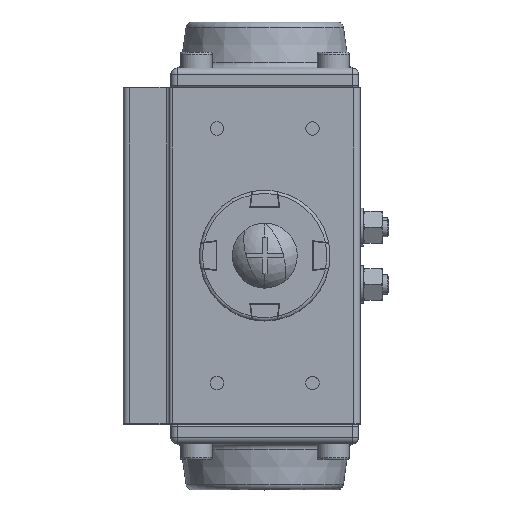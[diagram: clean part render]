
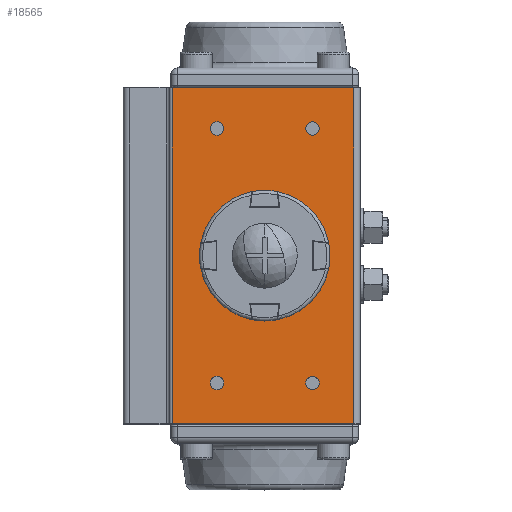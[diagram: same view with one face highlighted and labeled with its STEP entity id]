
A CAD part, top view. The second image highlights one B-rep face of the part: STEP entity #18565.
In plain terms, the highlighted planar face has unit normal (0, 0, 1).
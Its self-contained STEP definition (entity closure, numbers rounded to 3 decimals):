
#18426=CARTESIAN_POINT('',(28.,53.,95.));
#18427=DIRECTION('',(0.,0.,-1.));
#18428=DIRECTION('',(0.,-1.,-0.));
#18429=AXIS2_PLACEMENT_3D('',#18426,#18427,#18428);
#18430=PLANE('',#18429);
#18431=CARTESIAN_POINT('',(15.,-37.9,95.));
#18432=VERTEX_POINT('',#18431);
#18433=CARTESIAN_POINT('',(15.,-42.1,95.));
#18434=VERTEX_POINT('',#18433);
#18435=CARTESIAN_POINT('',(15.,-40.,95.));
#18436=DIRECTION('',(0.,-0.,1.));
#18437=DIRECTION('',(0.,1.,0.));
#18438=AXIS2_PLACEMENT_3D('',#18435,#18436,#18437);
#18439=CIRCLE('',#18438,2.1);
#18440=EDGE_CURVE('NONE',#18432,#18434,#18439,.T.);
#18441=ORIENTED_EDGE('',*,*,#18440,.F.);
#18442=CARTESIAN_POINT('',(15.,-40.,95.));
#18443=DIRECTION('',(0.,-0.,1.));
#18444=DIRECTION('',(0.,1.,0.));
#18445=AXIS2_PLACEMENT_3D('',#18442,#18443,#18444);
#18446=CIRCLE('',#18445,2.1);
#18447=EDGE_CURVE('NONE',#18434,#18432,#18446,.T.);
#18448=ORIENTED_EDGE('',*,*,#18447,.F.);
#18449=EDGE_LOOP('',(#18441,#18448));
#18450=FACE_BOUND('',#18449,.T.);
#18451=CARTESIAN_POINT('',(-15.,-37.9,95.));
#18452=VERTEX_POINT('',#18451);
#18453=CARTESIAN_POINT('',(-15.,-42.1,95.));
#18454=VERTEX_POINT('',#18453);
#18455=CARTESIAN_POINT('',(-15.,-40.,95.));
#18456=DIRECTION('',(0.,-0.,1.));
#18457=DIRECTION('',(0.,1.,0.));
#18458=AXIS2_PLACEMENT_3D('',#18455,#18456,#18457);
#18459=CIRCLE('',#18458,2.1);
#18460=EDGE_CURVE('NONE',#18452,#18454,#18459,.T.);
#18461=ORIENTED_EDGE('',*,*,#18460,.F.);
#18462=CARTESIAN_POINT('',(-15.,-40.,95.));
#18463=DIRECTION('',(0.,-0.,1.));
#18464=DIRECTION('',(0.,1.,0.));
#18465=AXIS2_PLACEMENT_3D('',#18462,#18463,#18464);
#18466=CIRCLE('',#18465,2.1);
#18467=EDGE_CURVE('NONE',#18454,#18452,#18466,.T.);
#18468=ORIENTED_EDGE('',*,*,#18467,.F.);
#18469=EDGE_LOOP('',(#18461,#18468));
#18470=FACE_BOUND('',#18469,.T.);
#18471=CARTESIAN_POINT('',(-15.,42.1,95.));
#18472=VERTEX_POINT('',#18471);
#18473=CARTESIAN_POINT('',(-15.,37.9,95.));
#18474=VERTEX_POINT('',#18473);
#18475=CARTESIAN_POINT('',(-15.,40.,95.));
#18476=DIRECTION('',(0.,-0.,1.));
#18477=DIRECTION('',(0.,1.,0.));
#18478=AXIS2_PLACEMENT_3D('',#18475,#18476,#18477);
#18479=CIRCLE('',#18478,2.1);
#18480=EDGE_CURVE('NONE',#18472,#18474,#18479,.T.);
#18481=ORIENTED_EDGE('',*,*,#18480,.F.);
#18482=CARTESIAN_POINT('',(-15.,40.,95.));
#18483=DIRECTION('',(0.,-0.,1.));
#18484=DIRECTION('',(0.,1.,0.));
#18485=AXIS2_PLACEMENT_3D('',#18482,#18483,#18484);
#18486=CIRCLE('',#18485,2.1);
#18487=EDGE_CURVE('NONE',#18474,#18472,#18486,.T.);
#18488=ORIENTED_EDGE('',*,*,#18487,.F.);
#18489=EDGE_LOOP('',(#18481,#18488));
#18490=FACE_BOUND('',#18489,.T.);
#18491=CARTESIAN_POINT('',(15.,42.1,95.));
#18492=VERTEX_POINT('',#18491);
#18493=CARTESIAN_POINT('',(15.,37.9,95.));
#18494=VERTEX_POINT('',#18493);
#18495=CARTESIAN_POINT('',(15.,40.,95.));
#18496=DIRECTION('',(0.,-0.,1.));
#18497=DIRECTION('',(0.,1.,0.));
#18498=AXIS2_PLACEMENT_3D('',#18495,#18496,#18497);
#18499=CIRCLE('',#18498,2.1);
#18500=EDGE_CURVE('NONE',#18492,#18494,#18499,.T.);
#18501=ORIENTED_EDGE('',*,*,#18500,.F.);
#18502=CARTESIAN_POINT('',(15.,40.,95.));
#18503=DIRECTION('',(0.,-0.,1.));
#18504=DIRECTION('',(0.,1.,0.));
#18505=AXIS2_PLACEMENT_3D('',#18502,#18503,#18504);
#18506=CIRCLE('',#18505,2.1);
#18507=EDGE_CURVE('NONE',#18494,#18492,#18506,.T.);
#18508=ORIENTED_EDGE('',*,*,#18507,.F.);
#18509=EDGE_LOOP('',(#18501,#18508));
#18510=FACE_BOUND('',#18509,.T.);
#18511=CARTESIAN_POINT('',(-29.,52.787,95.));
#18512=VERTEX_POINT('',#18511);
#18513=CARTESIAN_POINT('',(-29.,-52.786,95.));
#18514=VERTEX_POINT('',#18513);
#18515=CARTESIAN_POINT('',(-29.,52.787,95.));
#18516=DIRECTION('',(0.,-1.,-0.));
#18517=VECTOR('',#18516,105.573);
#18518=LINE('',#18515,#18517);
#18519=EDGE_CURVE('',#18512,#18514,#18518,.T.);
#18520=ORIENTED_EDGE('',*,*,#18519,.T.);
#18521=CARTESIAN_POINT('',(28.,-52.786,95.));
#18522=VERTEX_POINT('',#18521);
#18523=CARTESIAN_POINT('',(-29.,-52.786,95.));
#18524=DIRECTION('',(1.,0.,-0.));
#18525=VECTOR('',#18524,57.);
#18526=LINE('',#18523,#18525);
#18527=EDGE_CURVE('',#18514,#18522,#18526,.T.);
#18528=ORIENTED_EDGE('',*,*,#18527,.T.);
#18529=CARTESIAN_POINT('',(28.,52.787,95.));
#18530=VERTEX_POINT('',#18529);
#18531=CARTESIAN_POINT('',(28.,52.787,95.));
#18532=DIRECTION('',(0.,-1.,-0.));
#18533=VECTOR('',#18532,105.573);
#18534=LINE('',#18531,#18533);
#18535=EDGE_CURVE('',#18530,#18522,#18534,.T.);
#18536=ORIENTED_EDGE('',*,*,#18535,.F.);
#18537=CARTESIAN_POINT('',(28.,52.787,95.));
#18538=DIRECTION('',(-1.,-0.,0.));
#18539=VECTOR('',#18538,57.);
#18540=LINE('',#18537,#18539);
#18541=EDGE_CURVE('',#18530,#18512,#18540,.T.);
#18542=ORIENTED_EDGE('',*,*,#18541,.T.);
#18543=EDGE_LOOP('',(#18520,#18528,#18536,#18542));
#18544=FACE_BOUND('',#18543,.T.);
#18545=CARTESIAN_POINT('',(0.,7.,95.));
#18546=VERTEX_POINT('',#18545);
#18547=CARTESIAN_POINT('',(0.,-7.,95.));
#18548=VERTEX_POINT('',#18547);
#18549=CARTESIAN_POINT('',(0.,0.,95.));
#18550=DIRECTION('',(0.,0.,-1.));
#18551=DIRECTION('',(0.,1.,0.));
#18552=AXIS2_PLACEMENT_3D('',#18549,#18550,#18551);
#18553=CIRCLE('',#18552,7.);
#18554=EDGE_CURVE('',#18546,#18548,#18553,.T.);
#18555=ORIENTED_EDGE('',*,*,#18554,.T.);
#18556=CARTESIAN_POINT('',(0.,0.,95.));
#18557=DIRECTION('',(0.,0.,-1.));
#18558=DIRECTION('',(0.,1.,0.));
#18559=AXIS2_PLACEMENT_3D('',#18556,#18557,#18558);
#18560=CIRCLE('',#18559,7.);
#18561=EDGE_CURVE('',#18548,#18546,#18560,.T.);
#18562=ORIENTED_EDGE('',*,*,#18561,.T.);
#18563=EDGE_LOOP('',(#18555,#18562));
#18564=FACE_BOUND('',#18563,.T.);
#18565=ADVANCED_FACE('',(#18450,#18470,#18490,#18510,#18544,#18564),#18430,.F.);
